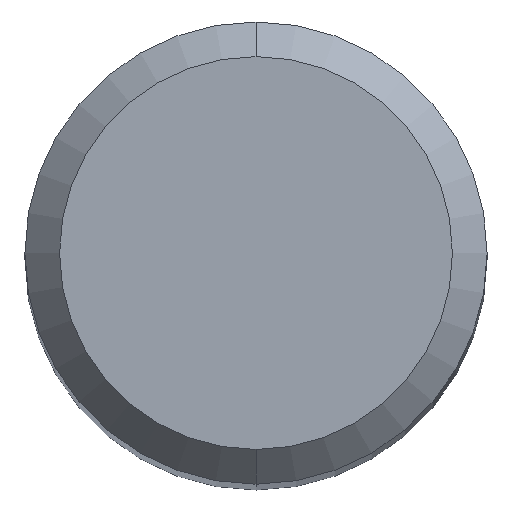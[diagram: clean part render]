
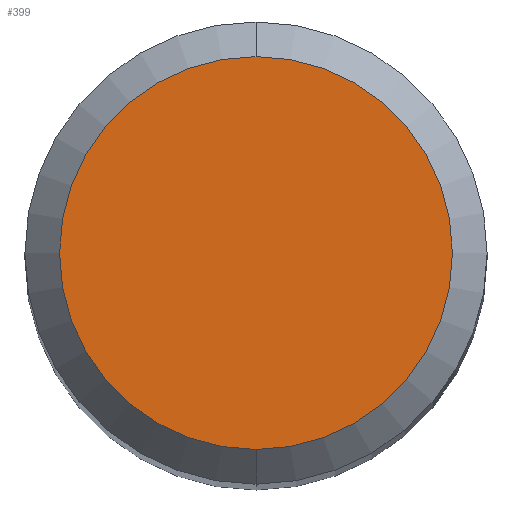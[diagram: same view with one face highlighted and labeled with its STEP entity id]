
A CAD part, top view. The second image highlights one B-rep face of the part: STEP entity #399.
In plain terms, the highlighted planar face has unit normal (0, 0, 1).
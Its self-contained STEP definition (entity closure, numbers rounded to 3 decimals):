
#185=VERTEX_POINT('',#495);
#321=VERTEX_POINT('',#639);
#399=ADVANCED_FACE('',(#726),#727,.T.);
#415=EDGE_CURVE('',#321,#185,#746,.T.);
#461=EDGE_CURVE('',#185,#321,#798,.T.);
#495=CARTESIAN_POINT('',(0.0,1.7,0.0));
#639=CARTESIAN_POINT('',(0.,-1.7,0.0));
#726=FACE_OUTER_BOUND('',#1311,.T.);
#727=PLANE('',#1312);
#746=CIRCLE('',#1334,1.7);
#798=CIRCLE('',#1441,1.7);
#1311=EDGE_LOOP('',(#1700,#1701));
#1312=AXIS2_PLACEMENT_3D('',#1702,#1703,#1704);
#1334=AXIS2_PLACEMENT_3D('',#1730,#1731,#1732);
#1441=AXIS2_PLACEMENT_3D('',#1802,#1803,#1804);
#1700=ORIENTED_EDGE('',*,*,#461,.F.);
#1701=ORIENTED_EDGE('',*,*,#415,.F.);
#1702=CARTESIAN_POINT('',(0.0,0.85,0.0));
#1703=DIRECTION('',(-0.0,0.0,1.0));
#1704=DIRECTION('',(0.0,-1.0,0.0));
#1730=CARTESIAN_POINT('',(0.0,0.0,0.0));
#1731=DIRECTION('',(0.0,0.0,-1.0));
#1732=DIRECTION('',(0.0,1.0,0.0));
#1802=CARTESIAN_POINT('',(0.0,0.0,0.0));
#1803=DIRECTION('',(0.0,0.0,-1.0));
#1804=DIRECTION('',(0.0,1.0,0.0));
